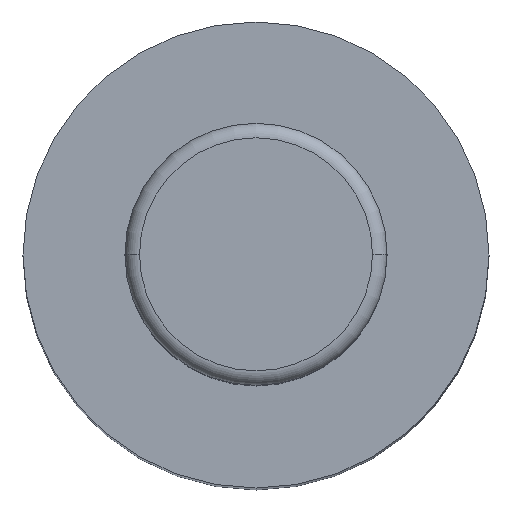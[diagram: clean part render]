
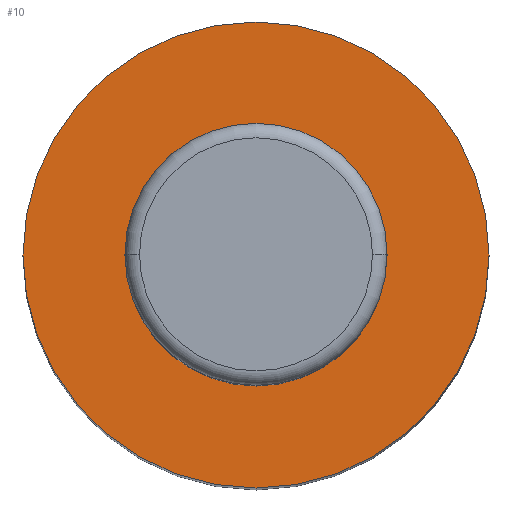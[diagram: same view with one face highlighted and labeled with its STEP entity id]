
A CAD part, top view. The second image highlights one B-rep face of the part: STEP entity #10.
In plain terms, the highlighted planar face has unit normal (0, 0, 1).
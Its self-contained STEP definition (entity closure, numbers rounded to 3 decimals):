
#10 = ADVANCED_FACE ( 'NONE', ( #860, #619 ), #462, .T. ) ;
#119 = DIRECTION ( 'NONE',  ( -1., 0., 0. ) ) ;
#123 = CARTESIAN_POINT ( 'NONE',  ( -16., 0., 78. ) ) ;
#130 = DIRECTION ( 'NONE',  ( -1., 0., 0. ) ) ;
#175 = EDGE_CURVE ( 'NONE', #505, #255, #502, .T. ) ;
#208 = AXIS2_PLACEMENT_3D ( 'NONE', #675, #552, #130 ) ;
#229 = ORIENTED_EDGE ( 'NONE', *, *, #457, .F. ) ;
#247 = DIRECTION ( 'NONE',  ( 0., 0., -1. ) ) ;
#255 = VERTEX_POINT ( 'NONE', #601 ) ;
#279 = CIRCLE ( 'NONE', #208, 16. ) ;
#285 = CARTESIAN_POINT ( 'NONE',  ( 16., 0., 78. ) ) ;
#299 = CARTESIAN_POINT ( 'NONE',  ( 0., 0., 78. ) ) ;
#306 = EDGE_CURVE ( 'NONE', #624, #899, #351, .T. ) ;
#338 = CARTESIAN_POINT ( 'NONE',  ( -9., 0., 78. ) ) ;
#339 = AXIS2_PLACEMENT_3D ( 'NONE', #819, #247, #774 ) ;
#351 = CIRCLE ( 'NONE', #339, 16. ) ;
#371 = ORIENTED_EDGE ( 'NONE', *, *, #790, .T. ) ;
#402 = DIRECTION ( 'NONE',  ( 0., 0., -1. ) ) ;
#410 = AXIS2_PLACEMENT_3D ( 'NONE', #338, #767, #589 ) ;
#454 = ORIENTED_EDGE ( 'NONE', *, *, #175, .T. ) ;
#457 = EDGE_CURVE ( 'NONE', #899, #624, #279, .T. ) ;
#461 = EDGE_LOOP ( 'NONE', ( #693, #229 ) ) ;
#462 = PLANE ( 'NONE',  #410 ) ;
#482 = CARTESIAN_POINT ( 'NONE',  ( 0., 0., 78. ) ) ;
#502 = CIRCLE ( 'NONE', #829, 9. ) ;
#505 = VERTEX_POINT ( 'NONE', #736 ) ;
#532 = DIRECTION ( 'NONE',  ( -1., 0., 0. ) ) ;
#543 = DIRECTION ( 'NONE',  ( 0., 0., -1. ) ) ;
#552 = DIRECTION ( 'NONE',  ( 0., 0., -1. ) ) ;
#589 = DIRECTION ( 'NONE',  ( 1., 0., 0. ) ) ;
#601 = CARTESIAN_POINT ( 'NONE',  ( 9., 0., 78. ) ) ;
#619 = FACE_OUTER_BOUND ( 'NONE', #461, .T. ) ;
#624 = VERTEX_POINT ( 'NONE', #123 ) ;
#654 = AXIS2_PLACEMENT_3D ( 'NONE', #299, #402, #532 ) ;
#675 = CARTESIAN_POINT ( 'NONE',  ( 0., 0., 78. ) ) ;
#685 = EDGE_LOOP ( 'NONE', ( #454, #371 ) ) ;
#693 = ORIENTED_EDGE ( 'NONE', *, *, #306, .F. ) ;
#736 = CARTESIAN_POINT ( 'NONE',  ( -9., 0., 78. ) ) ;
#767 = DIRECTION ( 'NONE',  ( 0., 0., 1. ) ) ;
#774 = DIRECTION ( 'NONE',  ( -1., 0., 0. ) ) ;
#790 = EDGE_CURVE ( 'NONE', #255, #505, #853, .T. ) ;
#819 = CARTESIAN_POINT ( 'NONE',  ( 0., 0., 78. ) ) ;
#829 = AXIS2_PLACEMENT_3D ( 'NONE', #482, #543, #119 ) ;
#853 = CIRCLE ( 'NONE', #654, 9. ) ;
#860 = FACE_BOUND ( 'NONE', #685, .T. ) ;
#899 = VERTEX_POINT ( 'NONE', #285 ) ;
